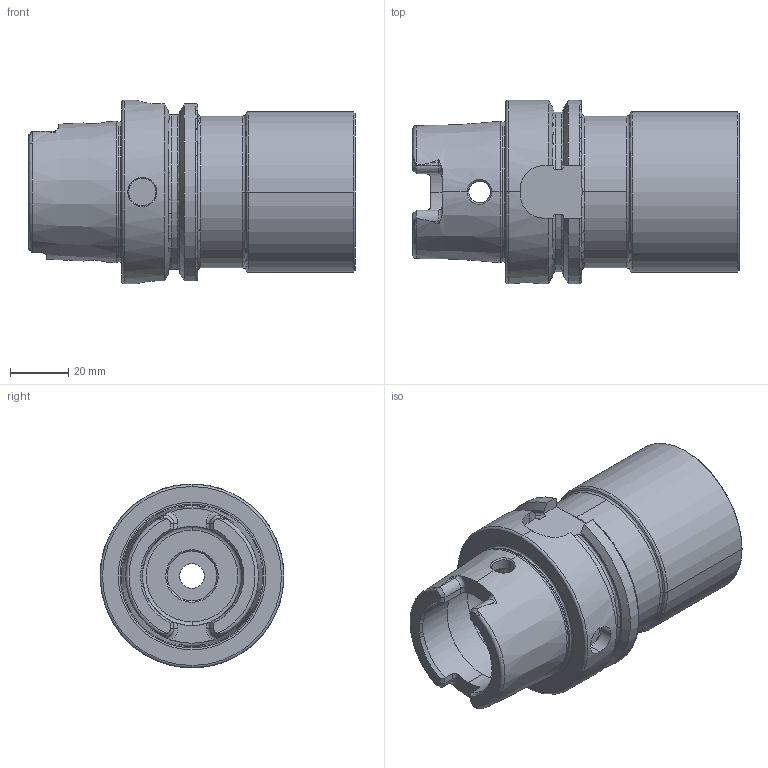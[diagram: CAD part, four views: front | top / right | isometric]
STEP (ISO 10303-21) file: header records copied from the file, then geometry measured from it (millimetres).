
FILE_DESCRIPTION (( 'STEP AP203' ), '1' );
FILE_NAME ('100.063.551C.STEP', '2018-03-12T09:53:50', ( 'SWIAdmin' ), ( 'Hewlett-Packard Company' ), 'SwSTEP 2.0', 'SolidWorks 2017', '' );
FILE_SCHEMA (( 'CONFIG_CONTROL_DESIGN' ));
Length unit declared in the file: millimetre
Products named in the file (1): 100.063.551C
Bounding box: 111.9 x 63 x 63 mm (x, y, z)
Volume: 171355.3 mm3; surface area: 36388 mm2
Topology: 1 solids, 1 shells, 202 faces, 519 edges, 322 vertices
Faces by surface type: cylinder 55, plane 50, torus 43, cone 42, bspline 12
Entity records: 7615 total; most frequent: CARTESIAN_POINT 2785, ORIENTED_EDGE 1038, DIRECTION 964, EDGE_CURVE 519, AXIS2_PLACEMENT_3D 401, VERTEX_POINT 322, EDGE_LOOP 211, CIRCLE 210
